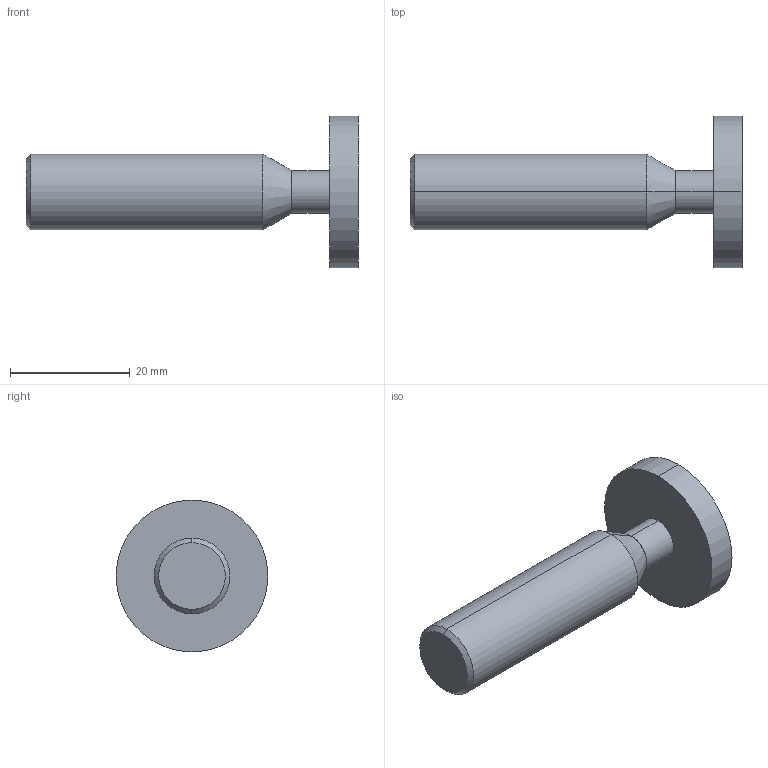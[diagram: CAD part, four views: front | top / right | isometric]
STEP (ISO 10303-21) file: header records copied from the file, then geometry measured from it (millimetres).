
FILE_DESCRIPTION (( 'STEP AP214' ), '1' );
FILE_NAME ('03-3409.STEP', '2025-07-09T15:28:47', ( '' ), ( '' ), 'SwSTEP 2.0', 'SolidWorks 2023', '' );
FILE_SCHEMA (( 'AUTOMOTIVE_DESIGN' ));
Length unit declared in the file: inch
Products named in the file (1): 03-3409
Bounding box: 55.56 x 25.4 x 25.4 mm (x, y, z)
Surface area: 3358.6 mm2 (no closed solid volume)
Topology: 0 solids, 3 shells, 14 faces, 30 edges, 20 vertices
Faces by surface type: cylinder 6, cone 4, plane 4
Entity records: 554 total; most frequent: CARTESIAN_POINT 229, DIRECTION 72, ORIENTED_EDGE 52, AXIS2_PLACEMENT_3D 31, EDGE_CURVE 30, VERTEX_POINT 20, EDGE_LOOP 16, CIRCLE 16
